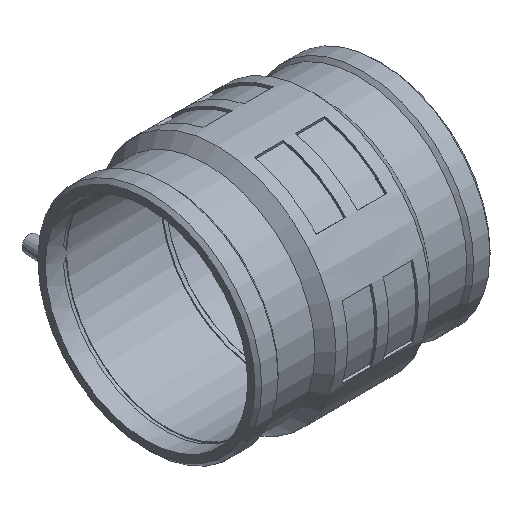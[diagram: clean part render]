
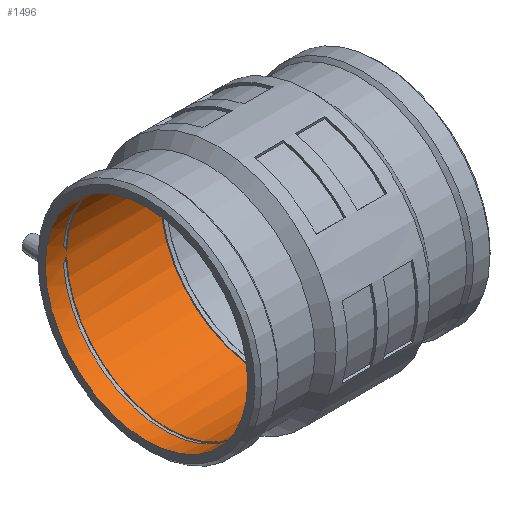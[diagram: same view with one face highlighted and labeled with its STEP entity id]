
A CAD part, isometric view. The second image highlights one B-rep face of the part: STEP entity #1496.
In plain terms, the highlighted cylindrical face has radius 100 mm (diameter 200 mm), a full revolution.
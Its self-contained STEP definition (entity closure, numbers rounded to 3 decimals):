
#32=B_SPLINE_CURVE_WITH_KNOTS('',3,(#2671,#2672,#2673,#2674,#2675,#2676,
#2677,#2678),.UNSPECIFIED.,.F.,.F.,(4,2,2,4),(3.601,3.726,
4.098,4.231),.UNSPECIFIED.);
#34=B_SPLINE_CURVE_WITH_KNOTS('',3,(#2697,#2698,#2699,#2700,#2701,#2702,
#2703,#2704),.UNSPECIFIED.,.F.,.F.,(4,2,2,4),(4.711,4.843,
5.216,5.341),.UNSPECIFIED.);
#63=FACE_BOUND('',#305,.T.);
#64=FACE_BOUND('',#306,.T.);
#106=CYLINDRICAL_SURFACE('',#1662,100.);
#192=FACE_OUTER_BOUND('',#304,.T.);
#304=EDGE_LOOP('',(#1253));
#305=EDGE_LOOP('',(#1254));
#306=EDGE_LOOP('',(#1255,#1256,#1257,#1258));
#415=CIRCLE('',#1663,100.);
#416=CIRCLE('',#1664,100.);
#417=CIRCLE('',#1665,100.);
#418=CIRCLE('',#1666,100.);
#746=VERTEX_POINT('',#2660);
#748=VERTEX_POINT('',#2670);
#750=VERTEX_POINT('',#2684);
#751=VERTEX_POINT('',#2693);
#753=VERTEX_POINT('',#2710);
#754=VERTEX_POINT('',#2712);
#938=EDGE_CURVE('',#746,#748,#32,.T.);
#942=EDGE_CURVE('',#751,#750,#34,.T.);
#945=EDGE_CURVE('',#753,#753,#415,.T.);
#946=EDGE_CURVE('',#754,#754,#416,.T.);
#947=EDGE_CURVE('',#748,#751,#417,.T.);
#948=EDGE_CURVE('',#746,#750,#418,.T.);
#1253=ORIENTED_EDGE('',*,*,#945,.T.);
#1254=ORIENTED_EDGE('',*,*,#946,.F.);
#1255=ORIENTED_EDGE('',*,*,#942,.F.);
#1256=ORIENTED_EDGE('',*,*,#947,.F.);
#1257=ORIENTED_EDGE('',*,*,#938,.F.);
#1258=ORIENTED_EDGE('',*,*,#948,.T.);
#1496=ADVANCED_FACE('',(#192,#63,#64),#106,.F.);
#1662=AXIS2_PLACEMENT_3D('',#2709,#2085,#2086);
#1663=AXIS2_PLACEMENT_3D('',#2711,#2087,#2088);
#1664=AXIS2_PLACEMENT_3D('',#2713,#2089,#2090);
#1665=AXIS2_PLACEMENT_3D('',#2714,#2091,#2092);
#1666=AXIS2_PLACEMENT_3D('',#2715,#2093,#2094);
#2085=DIRECTION('center_axis',(1.,0.,0.));
#2086=DIRECTION('ref_axis',(0.,1.,0.));
#2087=DIRECTION('center_axis',(1.,0.,0.));
#2088=DIRECTION('ref_axis',(0.,0.,-1.));
#2089=DIRECTION('center_axis',(1.,0.,0.));
#2090=DIRECTION('ref_axis',(0.,0.,-1.));
#2091=DIRECTION('center_axis',(1.,0.,0.));
#2092=DIRECTION('ref_axis',(0.,0.,-1.));
#2093=DIRECTION('center_axis',(1.,0.,0.));
#2094=DIRECTION('ref_axis',(0.,0.,-1.));
#2660=CARTESIAN_POINT('',(-98.37,99.692,7.838));
#2670=CARTESIAN_POINT('',(-94.844,99.97,2.451));
#2671=CARTESIAN_POINT('Ctrl Pts',(-98.37,99.692,7.838));
#2672=CARTESIAN_POINT('Ctrl Pts',(-98.029,99.713,7.574));
#2673=CARTESIAN_POINT('Ctrl Pts',(-97.711,99.734,7.29));
#2674=CARTESIAN_POINT('Ctrl Pts',(-96.544,99.817,6.115));
#2675=CARTESIAN_POINT('Ctrl Pts',(-95.787,99.882,5.002));
#2676=CARTESIAN_POINT('Ctrl Pts',(-95.107,99.945,3.35));
#2677=CARTESIAN_POINT('Ctrl Pts',(-94.959,99.959,2.903));
#2678=CARTESIAN_POINT('Ctrl Pts',(-94.844,99.97,2.451));
#2684=CARTESIAN_POINT('',(-98.37,99.692,-7.838));
#2693=CARTESIAN_POINT('',(-94.844,99.97,-2.451));
#2697=CARTESIAN_POINT('Ctrl Pts',(-94.844,99.97,-2.451));
#2698=CARTESIAN_POINT('Ctrl Pts',(-94.959,99.959,-2.903));
#2699=CARTESIAN_POINT('Ctrl Pts',(-95.107,99.945,-3.35));
#2700=CARTESIAN_POINT('Ctrl Pts',(-95.787,99.882,-5.002));
#2701=CARTESIAN_POINT('Ctrl Pts',(-96.544,99.817,-6.115));
#2702=CARTESIAN_POINT('Ctrl Pts',(-97.711,99.734,-7.29));
#2703=CARTESIAN_POINT('Ctrl Pts',(-98.029,99.713,-7.574));
#2704=CARTESIAN_POINT('Ctrl Pts',(-98.37,99.692,-7.838));
#2709=CARTESIAN_POINT('Origin',(-107.185,0.,0.));
#2710=CARTESIAN_POINT('',(-2.,100.,0.));
#2711=CARTESIAN_POINT('Origin',(-2.,0.,0.));
#2712=CARTESIAN_POINT('',(-116.,100.,0.));
#2713=CARTESIAN_POINT('Origin',(-116.,0.,0.));
#2714=CARTESIAN_POINT('Origin',(-94.844,0.,0.));
#2715=CARTESIAN_POINT('Origin',(-98.37,0.,0.));
